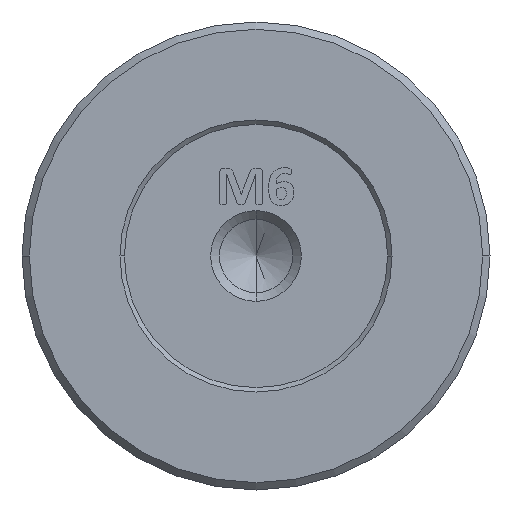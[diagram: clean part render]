
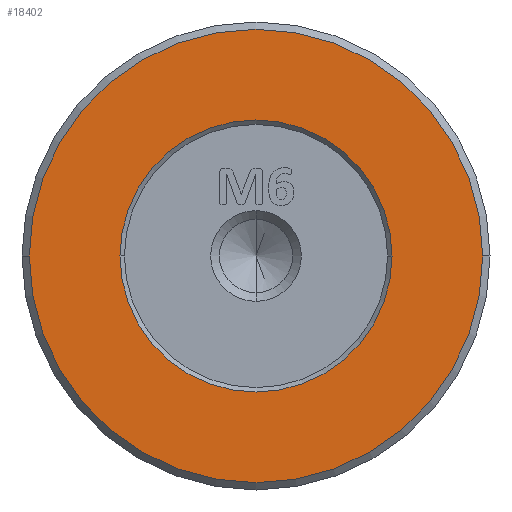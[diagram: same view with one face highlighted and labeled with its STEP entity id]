
A CAD part, left-side view. The second image highlights one B-rep face of the part: STEP entity #18402.
In plain terms, the highlighted planar face has unit normal (-1, 0, 0).
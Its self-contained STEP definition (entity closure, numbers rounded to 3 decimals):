
#40 = DIRECTION ( 'NONE',  ( 1., 0., 0. ) ) ;
#800 = AXIS2_PLACEMENT_3D ( 'NONE', #6910, #40, #11250 ) ;
#1057 = FACE_OUTER_BOUND ( 'NONE', #4332, .T. ) ;
#1201 = DIRECTION ( 'NONE',  ( 0., 1., 0. ) ) ;
#1343 = CARTESIAN_POINT ( 'NONE',  ( -166.603, -12.024, 13.025 ) ) ;
#1374 = DIRECTION ( 'NONE',  ( -1., 0., 0. ) ) ;
#1521 = DIRECTION ( 'NONE',  ( 0., -1., 0. ) ) ;
#2136 = CARTESIAN_POINT ( 'NONE',  ( -166.603, 3.476, 13.025 ) ) ;
#2712 = CIRCLE ( 'NONE', #800, 9.3 ) ;
#3870 = EDGE_LOOP ( 'NONE', ( #15642, #28086 ) ) ;
#3898 = CARTESIAN_POINT ( 'NONE',  ( -166.603, 18.976, 13.025 ) ) ;
#4230 = DIRECTION ( 'NONE',  ( -1., 0., 0. ) ) ;
#4332 = EDGE_LOOP ( 'NONE', ( #14910, #13096 ) ) ;
#4991 = VERTEX_POINT ( 'NONE', #3898 ) ;
#6137 = CIRCLE ( 'NONE', #7552, 9.3 ) ;
#6910 = CARTESIAN_POINT ( 'NONE',  ( -166.603, 3.476, 13.025 ) ) ;
#7105 = CARTESIAN_POINT ( 'NONE',  ( -166.603, 12.776, 13.025 ) ) ;
#7552 = AXIS2_PLACEMENT_3D ( 'NONE', #28046, #18309, #27604 ) ;
#8546 = CARTESIAN_POINT ( 'NONE',  ( -166.603, -5.824, 13.025 ) ) ;
#10546 = AXIS2_PLACEMENT_3D ( 'NONE', #28900, #1374, #1521 ) ;
#11250 = DIRECTION ( 'NONE',  ( 0., -1., 0. ) ) ;
#11515 = EDGE_CURVE ( 'NONE', #4991, #19942, #24388, .T. ) ;
#11980 = VERTEX_POINT ( 'NONE', #7105 ) ;
#13096 = ORIENTED_EDGE ( 'NONE', *, *, #23634, .T. ) ;
#14193 = PLANE ( 'NONE',  #20232 ) ;
#14485 = FACE_BOUND ( 'NONE', #3870, .T. ) ;
#14632 = DIRECTION ( 'NONE',  ( -1., 0., 0. ) ) ;
#14910 = ORIENTED_EDGE ( 'NONE', *, *, #11515, .T. ) ;
#15642 = ORIENTED_EDGE ( 'NONE', *, *, #29093, .T. ) ;
#16703 = AXIS2_PLACEMENT_3D ( 'NONE', #2136, #4230, #24563 ) ;
#18309 = DIRECTION ( 'NONE',  ( 1., 0., 0. ) ) ;
#18402 = ADVANCED_FACE ( 'NONE', ( #14485, #1057 ), #14193, .T. ) ;
#19474 = EDGE_CURVE ( 'NONE', #11980, #21429, #2712, .T. ) ;
#19942 = VERTEX_POINT ( 'NONE', #1343 ) ;
#20232 = AXIS2_PLACEMENT_3D ( 'NONE', #25571, #14632, #1201 ) ;
#21429 = VERTEX_POINT ( 'NONE', #8546 ) ;
#22475 = CIRCLE ( 'NONE', #10546, 15.5 ) ;
#23634 = EDGE_CURVE ( 'NONE', #19942, #4991, #22475, .T. ) ;
#24388 = CIRCLE ( 'NONE', #16703, 15.5 ) ;
#24563 = DIRECTION ( 'NONE',  ( 0., -1., 0. ) ) ;
#25571 = CARTESIAN_POINT ( 'NONE',  ( -166.603, 3.476, 13.025 ) ) ;
#27604 = DIRECTION ( 'NONE',  ( 0., -1., 0. ) ) ;
#28046 = CARTESIAN_POINT ( 'NONE',  ( -166.603, 3.476, 13.025 ) ) ;
#28086 = ORIENTED_EDGE ( 'NONE', *, *, #19474, .T. ) ;
#28900 = CARTESIAN_POINT ( 'NONE',  ( -166.603, 3.476, 13.025 ) ) ;
#29093 = EDGE_CURVE ( 'NONE', #21429, #11980, #6137, .T. ) ;
